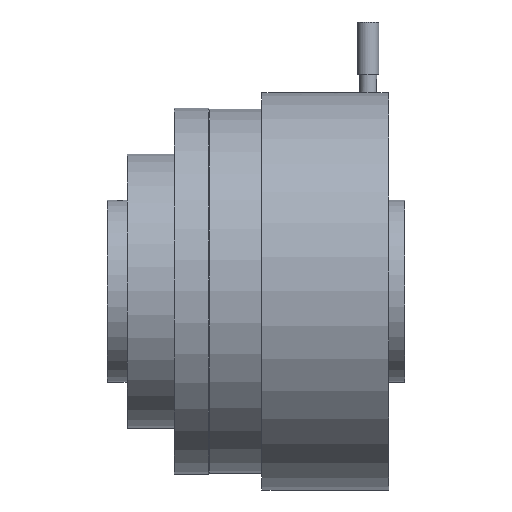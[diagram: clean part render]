
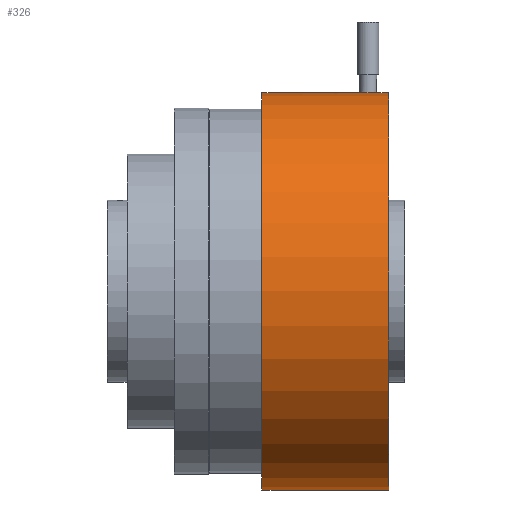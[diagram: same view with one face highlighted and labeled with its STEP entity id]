
A CAD part, front view. The second image highlights one B-rep face of the part: STEP entity #326.
In plain terms, the highlighted cylindrical face has radius 96.52 mm (diameter 193.04 mm), a partial arc.
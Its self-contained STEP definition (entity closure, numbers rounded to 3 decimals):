
#87=CARTESIAN_POINT('POINT7',(130.874,0.,
   96.52));
#88=VERTEX_POINT('VERTEX7',#87);
#96=CARTESIAN_POINT('POINT8',(122.619,0.,
   96.52));
#97=VERTEX_POINT('VERTEX8',#96);
#104=CARTESIAN_POINT('POINT9',(126.746,-4.128,
   96.432));
#105=VERTEX_POINT('VERTEX9',#104);
#106=B_SPLINE_CURVE_WITH_KNOTS('SPLINE_CRV1',3,(#107,#108,#109,#110,#111
   ,#112,#113,#114,#115,#116),.UNSPECIFIED.,.F.,.F.,(4,2,2,2,4),(
   0.,0.061,0.122,
   0.184,0.245),.UNSPECIFIED.);
#107=CARTESIAN_POINT('',(126.746,-4.128,96.432
   ));
#108=CARTESIAN_POINT('',(126.228,-4.128,
   96.432));
#109=CARTESIAN_POINT('',(125.675,-4.024,
   96.436));
#110=CARTESIAN_POINT('',(124.658,-3.603,
   96.453));
#111=CARTESIAN_POINT('',(124.194,-3.285,
   96.465));
#112=CARTESIAN_POINT('',(123.461,-2.552,
   96.487));
#113=CARTESIAN_POINT('',(123.143,-2.088,
   96.499));
#114=CARTESIAN_POINT('',(122.722,-1.071,
   96.515));
#115=CARTESIAN_POINT('',(122.619,-0.518,96.52
   ));
#116=CARTESIAN_POINT('',(122.619,0.,96.52
   ));
#117=EDGE_CURVE('EDGE11',#105,#97,#106,.T.);
#119=B_SPLINE_CURVE_WITH_KNOTS('SPLINE_CRV2',3,(#120,#121,#122,#123,#124
   ,#125,#126,#127,#128,#129),.UNSPECIFIED.,.F.,.F.,(4,2,2,2,4),(
   0.735,0.796,0.857,
   0.918,0.98),.UNSPECIFIED.);
#120=CARTESIAN_POINT('',(130.874,0.,96.52)
   );
#121=CARTESIAN_POINT('',(130.874,-0.518,96.52
   ));
#122=CARTESIAN_POINT('',(130.77,-1.071,
   96.515));
#123=CARTESIAN_POINT('',(130.349,-2.088,
   96.499));
#124=CARTESIAN_POINT('',(130.031,-2.552,
   96.487));
#125=CARTESIAN_POINT('',(129.298,-3.285,
   96.465));
#126=CARTESIAN_POINT('',(128.834,-3.603,
   96.453));
#127=CARTESIAN_POINT('',(127.817,-4.024,
   96.436));
#128=CARTESIAN_POINT('',(127.264,-4.128,
   96.432));
#129=CARTESIAN_POINT('',(126.746,-4.128,96.432
   ));
#130=EDGE_CURVE('EDGE12',#88,#105,#119,.T.);
#182=CARTESIAN_POINT('POINT12',(75.159,0.,
   96.52));
#183=VERTEX_POINT('VERTEX12',#182);
#184=CARTESIAN_POINT('POINT13',(75.159,0.,
   -96.52));
#185=VERTEX_POINT('VERTEX13',#184);
#186=CARTESIAN_POINT('POS13',(75.159,0.,0.));
#187=DIRECTION('DIR21',(-1.,0.,0.));
#188=DIRECTION('DIR22',(0.,0.,1.));
#189=AXIS2_PLACEMENT_3D('AXIS9',#186,#187,#188);
#190=CIRCLE('ELLIPSE5',#189,96.52);
#193=EDGE_CURVE('EDGE17',#185,#183,#190,.T.);
#287=CARTESIAN_POINT('POINT22',(136.652,0.,
   96.52));
#288=VERTEX_POINT('VERTEX22',#287);
#289=CARTESIAN_POINT('POS23',(105.905,0.,
   96.52));
#290=DIRECTION('DIR41',(-1.,0.,0.));
#291=VECTOR('VEC5',#290,1.);
#292=LINE('STRAIGHT5',#289,#291);
#293=EDGE_CURVE('EDGE26',#288,#88,#292,.T.);
#294=ORIENTED_EDGE('COEDGE36',*,*,#293,.T.);
#295=ORIENTED_EDGE('COEDGE37',*,*,#130,.T.);
#296=ORIENTED_EDGE('COEDGE38',*,*,#117,.T.);
#297=CARTESIAN_POINT('POS24',(105.905,0.,
   96.52));
#298=DIRECTION('DIR42',(-1.,0.,0.));
#299=VECTOR('VEC6',#298,1.);
#300=LINE('STRAIGHT6',#297,#299);
#301=EDGE_CURVE('EDGE27',#97,#183,#300,.T.);
#302=ORIENTED_EDGE('COEDGE39',*,*,#301,.T.);
#303=ORIENTED_EDGE('COEDGE40',*,*,#193,.F.);
#304=CARTESIAN_POINT('POINT23',(136.652,0.,
   -96.52));
#305=VERTEX_POINT('VERTEX23',#304);
#306=CARTESIAN_POINT('POS25',(105.905,0.,
   -96.52));
#307=DIRECTION('DIR43',(1.,0.,0.));
#308=VECTOR('VEC7',#307,1.);
#309=LINE('STRAIGHT7',#306,#308);
#310=EDGE_CURVE('EDGE28',#185,#305,#309,.T.);
#311=ORIENTED_EDGE('COEDGE41',*,*,#310,.T.);
#312=CARTESIAN_POINT('POS26',(136.652,0.,0.));
#313=DIRECTION('DIR44',(-1.,0.,0.));
#314=DIRECTION('DIR45',(0.,0.,1.));
#315=AXIS2_PLACEMENT_3D('AXIS19',#312,#313,#314);
#316=CIRCLE('ELLIPSE10',#315,96.52);
#317=EDGE_CURVE('EDGE29',#305,#288,#316,.T.);
#318=ORIENTED_EDGE('COEDGE42',*,*,#317,.T.);
#319=EDGE_LOOP('NONE',(#294,#295,#296,#302,#303,#311,#318));
#320=FACE_BOUND('LOOP1',#319,.T.);
#321=CARTESIAN_POINT('POS27',(105.905,0.,0.));
#322=DIRECTION('DIR46',(-1.,0.,0.));
#323=DIRECTION('DIR47',(0.,0.,1.));
#324=AXIS2_PLACEMENT_3D('AXIS20',#321,#322,#323);
#325=CYLINDRICAL_SURFACE('CONE_SURF3',#324,96.52);
#326=ADVANCED_FACE('FACE12',(#320),#325,.T.);
